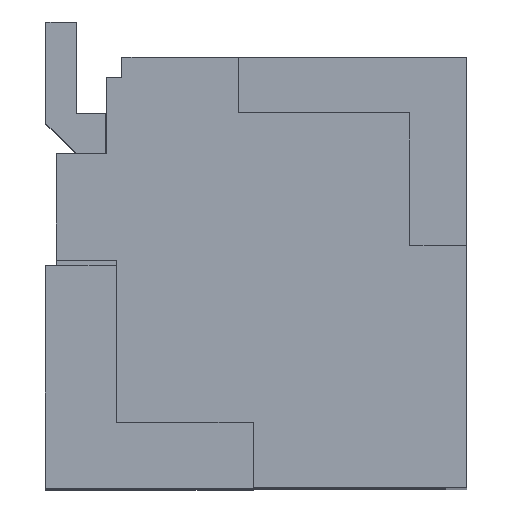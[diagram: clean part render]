
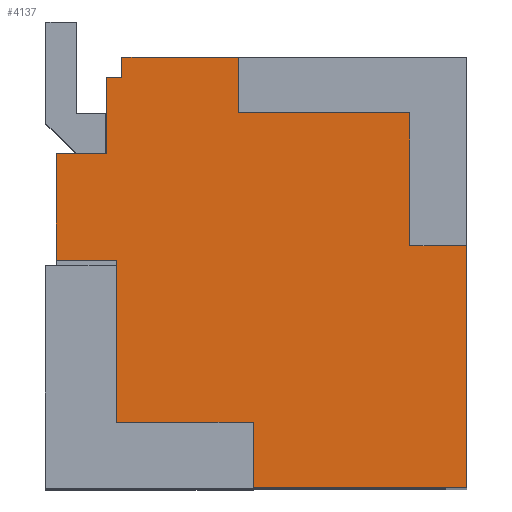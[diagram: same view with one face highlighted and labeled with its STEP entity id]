
A CAD part, top view. The second image highlights one B-rep face of the part: STEP entity #4137.
In plain terms, the highlighted planar face has unit normal (0, 0, 1).
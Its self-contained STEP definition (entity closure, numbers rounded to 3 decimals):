
#27 = DIRECTION ( 'NONE',  ( 1., 0., 0. ) ) ;
#30 = ORIENTED_EDGE ( 'NONE', *, *, #600, .T. ) ;
#78 = VERTEX_POINT ( 'NONE', #772 ) ;
#83 = CARTESIAN_POINT ( 'NONE',  ( -1.37, 1.93, 4.75 ) ) ;
#99 = VECTOR ( 'NONE', #3887, 1000. ) ;
#114 = ORIENTED_EDGE ( 'NONE', *, *, #3818, .T. ) ;
#151 = LINE ( 'NONE', #198, #1879 ) ;
#198 = CARTESIAN_POINT ( 'NONE',  ( -0.075, 0., 4.75 ) ) ;
#209 = EDGE_CURVE ( 'NONE', #4389, #1933, #2000, .T. ) ;
#215 = LINE ( 'NONE', #1043, #825 ) ;
#280 = DIRECTION ( 'NONE',  ( 1., 0., 0. ) ) ;
#290 = CARTESIAN_POINT ( 'NONE',  ( -2.02, 0., 4.75 ) ) ;
#338 = CARTESIAN_POINT ( 'NONE',  ( -0.22, 1.58, 4.75 ) ) ;
#427 = CARTESIAN_POINT ( 'NONE',  ( -1.37, 2.13, 4.75 ) ) ;
#460 = ORIENTED_EDGE ( 'NONE', *, *, #2853, .T. ) ;
#465 = CARTESIAN_POINT ( 'NONE',  ( -0.22, 2.13, 4.75 ) ) ;
#536 = CARTESIAN_POINT ( 'NONE',  ( -1.37, 1.93, 4.75 ) ) ;
#542 = VECTOR ( 'NONE', #1068, 1000. ) ;
#600 = EDGE_CURVE ( 'NONE', #2270, #753, #1001, .T. ) ;
#625 = VECTOR ( 'NONE', #1309, 1000. ) ;
#631 = CARTESIAN_POINT ( 'NONE',  ( 2.03, -2.12, 4.75 ) ) ;
#659 = VERTEX_POINT ( 'NONE', #427 ) ;
#692 = LINE ( 'NONE', #3775, #2128 ) ;
#698 = VECTOR ( 'NONE', #2982, 1000. ) ;
#707 = EDGE_CURVE ( 'NONE', #2146, #3913, #1801, .T. ) ;
#736 = DIRECTION ( 'NONE',  ( -1., 0., 0. ) ) ;
#753 = VERTEX_POINT ( 'NONE', #3133 ) ;
#772 = CARTESIAN_POINT ( 'NONE',  ( 1.47, 0.27, 4.75 ) ) ;
#789 = DIRECTION ( 'NONE',  ( 0., -1., 0. ) ) ;
#796 = VECTOR ( 'NONE', #280, 1000. ) ;
#807 = CARTESIAN_POINT ( 'NONE',  ( -2.02, 1.18, 4.75 ) ) ;
#825 = VECTOR ( 'NONE', #27, 1000. ) ;
#843 = ORIENTED_EDGE ( 'NONE', *, *, #1369, .F. ) ;
#908 = VECTOR ( 'NONE', #3736, 1000. ) ;
#934 = LINE ( 'NONE', #3365, #796 ) ;
#1001 = LINE ( 'NONE', #2397, #2462 ) ;
#1043 = CARTESIAN_POINT ( 'NONE',  ( 0., -1.475, 4.75 ) ) ;
#1056 = EDGE_CURVE ( 'NONE', #1933, #659, #1431, .T. ) ;
#1068 = DIRECTION ( 'NONE',  ( -1., 0., 0. ) ) ;
#1243 = CARTESIAN_POINT ( 'NONE',  ( -1.52, 1.93, 4.75 ) ) ;
#1272 = LINE ( 'NONE', #631, #2177 ) ;
#1287 = VERTEX_POINT ( 'NONE', #2075 ) ;
#1309 = DIRECTION ( 'NONE',  ( 1., 0., 0. ) ) ;
#1360 = DIRECTION ( 'NONE',  ( 1., 0., 0. ) ) ;
#1369 = EDGE_CURVE ( 'NONE', #4427, #659, #3179, .T. ) ;
#1371 = CARTESIAN_POINT ( 'NONE',  ( -0.22, 0., 4.75 ) ) ;
#1431 = LINE ( 'NONE', #3746, #2175 ) ;
#1556 = DIRECTION ( 'NONE',  ( 1., 0., 0. ) ) ;
#1564 = LINE ( 'NONE', #3961, #698 ) ;
#1715 = LINE ( 'NONE', #2135, #542 ) ;
#1754 = CARTESIAN_POINT ( 'NONE',  ( -2.02, -2.12, 4.75 ) ) ;
#1796 = EDGE_CURVE ( 'NONE', #3417, #4363, #934, .T. ) ;
#1801 = LINE ( 'NONE', #1754, #2245 ) ;
#1856 = ORIENTED_EDGE ( 'NONE', *, *, #3541, .T. ) ;
#1879 = VECTOR ( 'NONE', #789, 1000. ) ;
#1933 = VERTEX_POINT ( 'NONE', #465 ) ;
#2000 = LINE ( 'NONE', #1371, #3165 ) ;
#2075 = CARTESIAN_POINT ( 'NONE',  ( -0.075, -1.475, 4.75 ) ) ;
#2082 = ORIENTED_EDGE ( 'NONE', *, *, #3843, .F. ) ;
#2128 = VECTOR ( 'NONE', #3751, 1000. ) ;
#2135 = CARTESIAN_POINT ( 'NONE',  ( 0., 1.58, 4.75 ) ) ;
#2146 = VERTEX_POINT ( 'NONE', #2747 ) ;
#2157 = ORIENTED_EDGE ( 'NONE', *, *, #4287, .T. ) ;
#2175 = VECTOR ( 'NONE', #3833, 1000. ) ;
#2177 = VECTOR ( 'NONE', #2289, 1000. ) ;
#2244 = EDGE_CURVE ( 'NONE', #1287, #3913, #151, .T. ) ;
#2245 = VECTOR ( 'NONE', #736, 1000. ) ;
#2270 = VERTEX_POINT ( 'NONE', #4365 ) ;
#2289 = DIRECTION ( 'NONE',  ( 0., -1., 0. ) ) ;
#2316 = ORIENTED_EDGE ( 'NONE', *, *, #209, .T. ) ;
#2321 = EDGE_CURVE ( 'NONE', #3129, #4427, #2913, .T. ) ;
#2346 = FACE_OUTER_BOUND ( 'NONE', #3443, .T. ) ;
#2397 = CARTESIAN_POINT ( 'NONE',  ( -1.425, 0., 4.75 ) ) ;
#2412 = EDGE_CURVE ( 'NONE', #3423, #2146, #1272, .T. ) ;
#2462 = VECTOR ( 'NONE', #4361, 1000. ) ;
#2531 = CARTESIAN_POINT ( 'NONE',  ( -1.37, 2.13, 4.75 ) ) ;
#2560 = CARTESIAN_POINT ( 'NONE',  ( 1.47, 1.58, 4.75 ) ) ;
#2641 = DIRECTION ( 'NONE',  ( -1., 0., 0. ) ) ;
#2656 = ORIENTED_EDGE ( 'NONE', *, *, #1056, .T. ) ;
#2747 = CARTESIAN_POINT ( 'NONE',  ( 2.03, -2.12, 4.75 ) ) ;
#2775 = VECTOR ( 'NONE', #2641, 1000. ) ;
#2777 = ORIENTED_EDGE ( 'NONE', *, *, #2244, .T. ) ;
#2853 = EDGE_CURVE ( 'NONE', #3796, #4389, #1715, .T. ) ;
#2913 = LINE ( 'NONE', #536, #3242 ) ;
#2977 = ORIENTED_EDGE ( 'NONE', *, *, #1796, .F. ) ;
#2982 = DIRECTION ( 'NONE',  ( 0., 1., 0. ) ) ;
#3028 = EDGE_CURVE ( 'NONE', #3423, #78, #3346, .T. ) ;
#3129 = VERTEX_POINT ( 'NONE', #1243 ) ;
#3133 = CARTESIAN_POINT ( 'NONE',  ( -1.425, -1.475, 4.75 ) ) ;
#3165 = VECTOR ( 'NONE', #4058, 1000. ) ;
#3179 = LINE ( 'NONE', #2531, #99 ) ;
#3213 = CARTESIAN_POINT ( 'NONE',  ( -2.02, 0.125, 4.75 ) ) ;
#3235 = VERTEX_POINT ( 'NONE', #3213 ) ;
#3242 = VECTOR ( 'NONE', #1556, 1000. ) ;
#3255 = PLANE ( 'NONE',  #4412 ) ;
#3286 = ORIENTED_EDGE ( 'NONE', *, *, #2412, .F. ) ;
#3346 = LINE ( 'NONE', #4382, #2775 ) ;
#3360 = ORIENTED_EDGE ( 'NONE', *, *, #3375, .T. ) ;
#3365 = CARTESIAN_POINT ( 'NONE',  ( -1.52, 1.18, 4.75 ) ) ;
#3375 = EDGE_CURVE ( 'NONE', #3235, #2270, #4374, .T. ) ;
#3384 = CARTESIAN_POINT ( 'NONE',  ( 0., 0., 4.75 ) ) ;
#3417 = VERTEX_POINT ( 'NONE', #807 ) ;
#3423 = VERTEX_POINT ( 'NONE', #3538 ) ;
#3443 = EDGE_LOOP ( 'NONE', ( #460, #2316, #2656, #843, #3874, #2082, #2977, #1856, #3360, #30, #114, #2777, #4139, #3286, #4077, #2157 ) ) ;
#3448 = CARTESIAN_POINT ( 'NONE',  ( -1.52, 1.18, 4.75 ) ) ;
#3456 = DIRECTION ( 'NONE',  ( 0., 0., 1. ) ) ;
#3538 = CARTESIAN_POINT ( 'NONE',  ( 2.03, 0.27, 4.75 ) ) ;
#3541 = EDGE_CURVE ( 'NONE', #3417, #3235, #3672, .T. ) ;
#3672 = LINE ( 'NONE', #290, #908 ) ;
#3736 = DIRECTION ( 'NONE',  ( 0., -1., 0. ) ) ;
#3746 = CARTESIAN_POINT ( 'NONE',  ( 0., 2.13, 4.75 ) ) ;
#3751 = DIRECTION ( 'NONE',  ( 0., 1., 0. ) ) ;
#3775 = CARTESIAN_POINT ( 'NONE',  ( -1.52, 1.93, 4.75 ) ) ;
#3796 = VERTEX_POINT ( 'NONE', #2560 ) ;
#3818 = EDGE_CURVE ( 'NONE', #753, #1287, #215, .T. ) ;
#3833 = DIRECTION ( 'NONE',  ( -1., 0., 0. ) ) ;
#3843 = EDGE_CURVE ( 'NONE', #4363, #3129, #692, .T. ) ;
#3874 = ORIENTED_EDGE ( 'NONE', *, *, #2321, .F. ) ;
#3887 = DIRECTION ( 'NONE',  ( 0., 1., 0. ) ) ;
#3913 = VERTEX_POINT ( 'NONE', #4435 ) ;
#3961 = CARTESIAN_POINT ( 'NONE',  ( 1.47, 0., 4.75 ) ) ;
#4036 = CARTESIAN_POINT ( 'NONE',  ( 0., 0.125, 4.75 ) ) ;
#4058 = DIRECTION ( 'NONE',  ( 0., 1., 0. ) ) ;
#4077 = ORIENTED_EDGE ( 'NONE', *, *, #3028, .T. ) ;
#4137 = ADVANCED_FACE ( 'NONE', ( #2346 ), #3255, .T. ) ;
#4139 = ORIENTED_EDGE ( 'NONE', *, *, #707, .F. ) ;
#4287 = EDGE_CURVE ( 'NONE', #78, #3796, #1564, .T. ) ;
#4361 = DIRECTION ( 'NONE',  ( 0., -1., 0. ) ) ;
#4363 = VERTEX_POINT ( 'NONE', #3448 ) ;
#4365 = CARTESIAN_POINT ( 'NONE',  ( -1.425, 0.125, 4.75 ) ) ;
#4374 = LINE ( 'NONE', #4036, #625 ) ;
#4382 = CARTESIAN_POINT ( 'NONE',  ( 0., 0.27, 4.75 ) ) ;
#4389 = VERTEX_POINT ( 'NONE', #338 ) ;
#4412 = AXIS2_PLACEMENT_3D ( 'NONE', #3384, #3456, #1360 ) ;
#4427 = VERTEX_POINT ( 'NONE', #83 ) ;
#4435 = CARTESIAN_POINT ( 'NONE',  ( -0.075, -2.12, 4.75 ) ) ;
